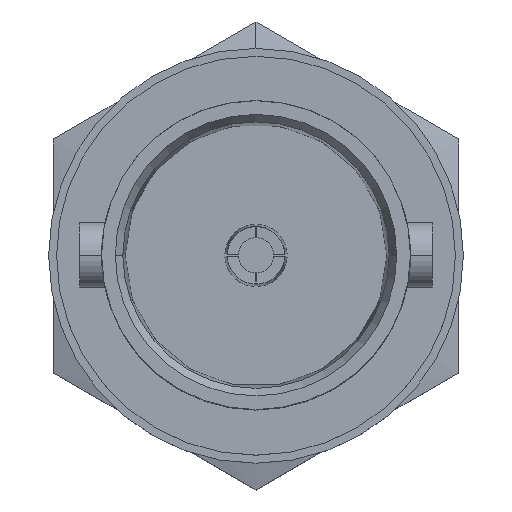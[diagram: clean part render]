
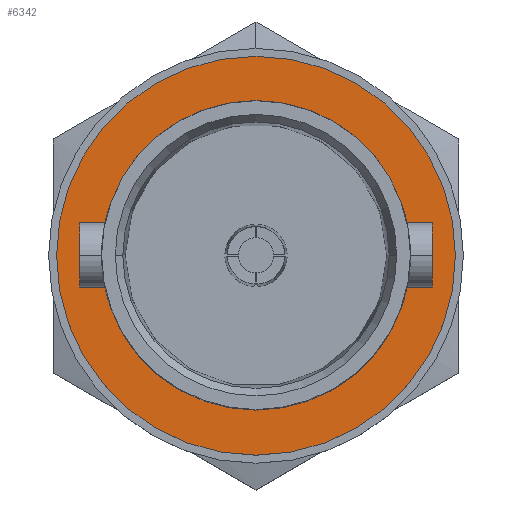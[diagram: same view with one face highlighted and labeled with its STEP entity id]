
A CAD part, top view. The second image highlights one B-rep face of the part: STEP entity #6342.
In plain terms, the highlighted planar face has unit normal (0, 0, 1).
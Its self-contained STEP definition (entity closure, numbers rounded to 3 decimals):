
#68 = CARTESIAN_POINT ( 'NONE',  ( -4.84, 0., -10.8 ) ) ;
#410 = CARTESIAN_POINT ( 'NONE',  ( -6.25, 0., -10.8 ) ) ;
#442 = ORIENTED_EDGE ( 'NONE', *, *, #1540, .F. ) ;
#458 = ORIENTED_EDGE ( 'NONE', *, *, #3504, .F. ) ;
#754 = ORIENTED_EDGE ( 'NONE', *, *, #7471, .F. ) ;
#1540 = EDGE_CURVE ( 'NONE', #5830, #3753, #6569, .T. ) ;
#2413 = CARTESIAN_POINT ( 'NONE',  ( 0., 0., -10.8 ) ) ;
#2429 = DIRECTION ( 'NONE',  ( 0., 0., 1. ) ) ;
#2435 = DIRECTION ( 'NONE',  ( 1., 0., 0. ) ) ;
#2544 = FACE_BOUND ( 'NONE', #5242, .T. ) ;
#3151 = AXIS2_PLACEMENT_3D ( 'NONE', #10070, #4864, #10941 ) ;
#3213 = CARTESIAN_POINT ( 'NONE',  ( 0., 0., -10.8 ) ) ;
#3345 = DIRECTION ( 'NONE',  ( 0., 0., -1. ) ) ;
#3504 = EDGE_CURVE ( 'NONE', #6048, #9011, #5967, .T. ) ;
#3714 = DIRECTION ( 'NONE',  ( 0., 0., -1. ) ) ;
#3753 = VERTEX_POINT ( 'NONE', #10628 ) ;
#4074 = DIRECTION ( 'NONE',  ( 1., 0., 0. ) ) ;
#4132 = AXIS2_PLACEMENT_3D ( 'NONE', #8929, #3714, #9779 ) ;
#4298 = EDGE_CURVE ( 'NONE', #9011, #6048, #9973, .T. ) ;
#4864 = DIRECTION ( 'NONE',  ( 0., 0., -1. ) ) ;
#5242 = EDGE_LOOP ( 'NONE', ( #754, #442 ) ) ;
#5830 = VERTEX_POINT ( 'NONE', #68 ) ;
#5967 = CIRCLE ( 'NONE', #8345, 6.25 ) ;
#6048 = VERTEX_POINT ( 'NONE', #410 ) ;
#6290 = CARTESIAN_POINT ( 'NONE',  ( 6.25, 0., -10.8 ) ) ;
#6342 = ADVANCED_FACE ( 'NONE', ( #7209, #2544 ), #10903, .F. ) ;
#6569 = CIRCLE ( 'NONE', #6698, 4.84 ) ;
#6698 = AXIS2_PLACEMENT_3D ( 'NONE', #2413, #2429, #2435 ) ;
#7209 = FACE_OUTER_BOUND ( 'NONE', #10240, .T. ) ;
#7471 = EDGE_CURVE ( 'NONE', #3753, #5830, #9564, .T. ) ;
#7647 = DIRECTION ( 'NONE',  ( 1., 0., 0. ) ) ;
#8345 = AXIS2_PLACEMENT_3D ( 'NONE', #10268, #3345, #7647 ) ;
#8786 = AXIS2_PLACEMENT_3D ( 'NONE', #3213, #9269, #4074 ) ;
#8929 = CARTESIAN_POINT ( 'NONE',  ( 0., 0., -10.8 ) ) ;
#9011 = VERTEX_POINT ( 'NONE', #6290 ) ;
#9269 = DIRECTION ( 'NONE',  ( 0., 0., 1. ) ) ;
#9564 = CIRCLE ( 'NONE', #8786, 4.84 ) ;
#9779 = DIRECTION ( 'NONE',  ( 1., 0., 0. ) ) ;
#9973 = CIRCLE ( 'NONE', #4132, 6.25 ) ;
#10070 = CARTESIAN_POINT ( 'NONE',  ( 6.25, 0., -10.8 ) ) ;
#10240 = EDGE_LOOP ( 'NONE', ( #10983, #458 ) ) ;
#10268 = CARTESIAN_POINT ( 'NONE',  ( 0., 0., -10.8 ) ) ;
#10628 = CARTESIAN_POINT ( 'NONE',  ( 4.84, 0., -10.8 ) ) ;
#10903 = PLANE ( 'NONE',  #3151 ) ;
#10941 = DIRECTION ( 'NONE',  ( -1., 0., 0. ) ) ;
#10983 = ORIENTED_EDGE ( 'NONE', *, *, #4298, .F. ) ;
